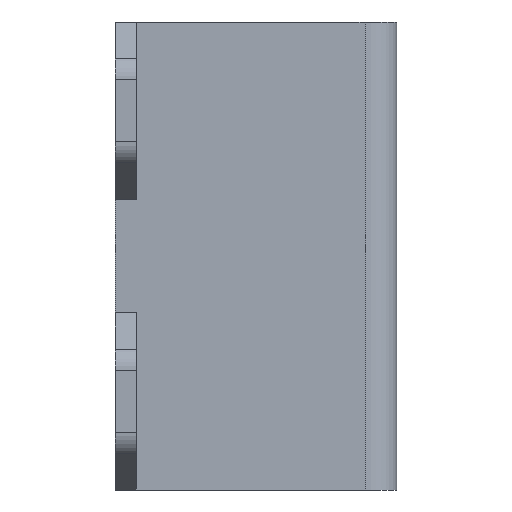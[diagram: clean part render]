
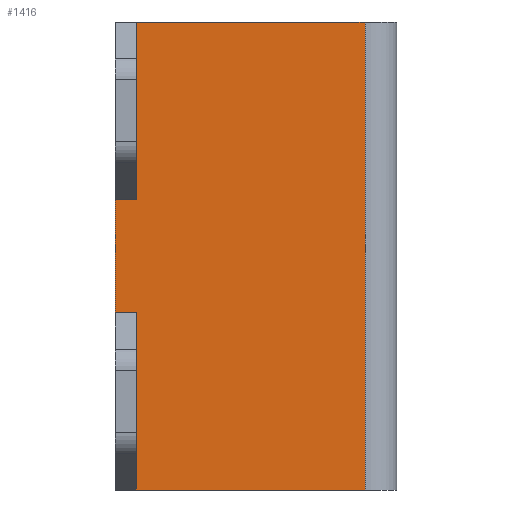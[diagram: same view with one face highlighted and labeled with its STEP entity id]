
A CAD part, left-side view. The second image highlights one B-rep face of the part: STEP entity #1416.
In plain terms, the highlighted planar face has unit normal (-1, 0, 0).
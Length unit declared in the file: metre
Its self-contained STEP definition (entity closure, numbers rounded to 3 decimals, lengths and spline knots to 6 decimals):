
#88 = CARTESIAN_POINT('NONE', (-0.076, 0.049, -0.044));
#89 = VERTEX_POINT('NONE', #88);
#90 = CARTESIAN_POINT('NONE', (-0.076, 0.049, 0.044));
#91 = VERTEX_POINT('NONE', #90);
#112 = CARTESIAN_POINT('NONE', (-0.076, 0.002, -0.044));
#113 = VERTEX_POINT('NONE', #112);
#114 = CARTESIAN_POINT('NONE', (-0.076, 0.002, 0.044));
#115 = VERTEX_POINT('NONE', #114);
#456 = DIRECTION('NONE', (0, 0, 1));
#457 = VECTOR('NONE', #456, 1);
#458 = CARTESIAN_POINT('NONE', (-0.076, 0.049, -0.044));
#459 = LINE('NONE', #458, #457);
#514 = DIRECTION('NONE', (0, 0, 1));
#515 = VECTOR('NONE', #514, 1);
#516 = CARTESIAN_POINT('NONE', (-0.076, 0.002, -0.044));
#517 = LINE('NONE', #516, #515);
#532 = DIRECTION('NONE', (0, -1, 0));
#533 = VECTOR('NONE', #532, 1);
#534 = CARTESIAN_POINT('NONE', (-0.076, 0.049, -0.044));
#535 = LINE('NONE', #534, #533);
#536 = DIRECTION('NONE', (0, 1, 0));
#537 = VECTOR('NONE', #536, 1);
#538 = CARTESIAN_POINT('NONE', (-0.076, 0.002, 0.044));
#539 = LINE('NONE', #538, #537);
#851 = EDGE_CURVE('NONE', #89, #91, #459, .T.);
#865 = EDGE_CURVE('NONE', #113, #115, #517, .T.);
#869 = EDGE_CURVE('NONE', #89, #113, #535, .T.);
#870 = EDGE_CURVE('NONE', #115, #91, #539, .T.);
#1051 = CARTESIAN_POINT('NONE', (-0.076, 0.0225, -0));
#1052 = DIRECTION('NONE', (-1, -0, 0));
#1053 = AXIS2_PLACEMENT_3D('NONE', #1051, #1052, $);
#1054 = PLANE('NONE', #1053);
#1410 = ORIENTED_EDGE('NONE', *, *, #869, .T.);
#1411 = ORIENTED_EDGE('NONE', *, *, #865, .T.);
#1412 = ORIENTED_EDGE('NONE', *, *, #870, .T.);
#1413 = ORIENTED_EDGE('NONE', *, *, #851, .F.);
#1414 = EDGE_LOOP('NONE', (#1410, #1411, #1412, #1413));
#1415 = FACE_BOUND('NONE', #1414, .T.);
#1416 = ADVANCED_FACE('NONE', (#1415), #1054, .T.);
